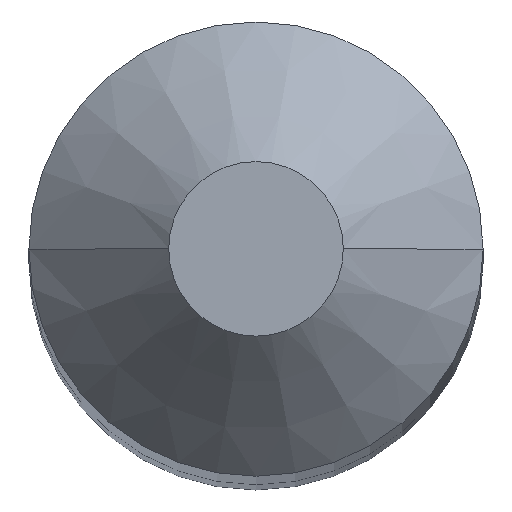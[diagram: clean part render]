
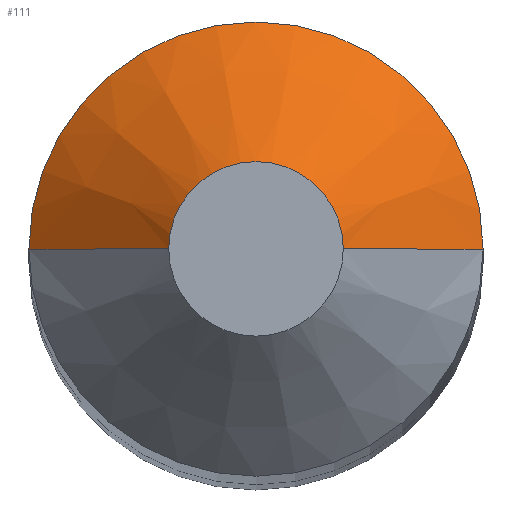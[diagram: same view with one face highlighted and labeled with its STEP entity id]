
A CAD part, top view. The second image highlights one B-rep face of the part: STEP entity #111.
In plain terms, the highlighted conical face has half-angle 45 degrees and reference radius 1.289 mm.
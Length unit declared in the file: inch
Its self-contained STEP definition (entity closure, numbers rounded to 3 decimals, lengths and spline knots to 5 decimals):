
#30 = DIRECTION ( 'NONE',  ( -1., 0., 0. ) ) ;
#34 = LINE ( 'NONE', #364, #262 ) ;
#50 = EDGE_CURVE ( 'NONE', #353, #310, #34, .T. ) ;
#62 = DIRECTION ( 'NONE',  ( 0., 0., 1. ) ) ;
#67 = DIRECTION ( 'NONE',  ( 0., 0., 1. ) ) ;
#75 = ORIENTED_EDGE ( 'NONE', *, *, #104, .T. ) ;
#80 = CARTESIAN_POINT ( 'NONE',  ( 0., 0., -0.03125 ) ) ;
#81 = VERTEX_POINT ( 'NONE', #293 ) ;
#95 = CARTESIAN_POINT ( 'NONE',  ( -0.05075, 0., -0.03125 ) ) ;
#104 = EDGE_CURVE ( 'NONE', #171, #81, #329, .T. ) ;
#111 = ADVANCED_FACE ( 'NONE', ( #258 ), #253, .T. ) ;
#113 = ORIENTED_EDGE ( 'NONE', *, *, #239, .F. ) ;
#131 = CIRCLE ( 'NONE', #223, 0.0195 ) ;
#134 = AXIS2_PLACEMENT_3D ( 'NONE', #334, #62, #300 ) ;
#143 = DIRECTION ( 'NONE',  ( 0., 0., -1. ) ) ;
#171 = VERTEX_POINT ( 'NONE', #383 ) ;
#188 = DIRECTION ( 'NONE',  ( -0.707, 0., -0.707 ) ) ;
#197 = ORIENTED_EDGE ( 'NONE', *, *, #50, .F. ) ;
#206 = VECTOR ( 'NONE', #325, 39.37008 ) ;
#221 = CARTESIAN_POINT ( 'NONE',  ( 0., 0., 0. ) ) ;
#223 = AXIS2_PLACEMENT_3D ( 'NONE', #221, #67, #276 ) ;
#239 = EDGE_CURVE ( 'NONE', #171, #353, #131, .T. ) ;
#253 = CONICAL_SURFACE ( 'NONE', #308, 0.05075, 0.785 ) ;
#258 = FACE_OUTER_BOUND ( 'NONE', #335, .T. ) ;
#262 = VECTOR ( 'NONE', #188, 39.37008 ) ;
#264 = CIRCLE ( 'NONE', #134, 0.05075 ) ;
#276 = DIRECTION ( 'NONE',  ( 1., 0., 0. ) ) ;
#293 = CARTESIAN_POINT ( 'NONE',  ( 0.05075, 0., -0.03125 ) ) ;
#297 = CARTESIAN_POINT ( 'NONE',  ( 0.05075, 0., -0.03125 ) ) ;
#300 = DIRECTION ( 'NONE',  ( 1., 0., 0. ) ) ;
#308 = AXIS2_PLACEMENT_3D ( 'NONE', #80, #143, #30 ) ;
#310 = VERTEX_POINT ( 'NONE', #95 ) ;
#325 = DIRECTION ( 'NONE',  ( 0.707, 0., -0.707 ) ) ;
#329 = LINE ( 'NONE', #297, #206 ) ;
#334 = CARTESIAN_POINT ( 'NONE',  ( 0., 0., -0.03125 ) ) ;
#335 = EDGE_LOOP ( 'NONE', ( #113, #75, #379, #197 ) ) ;
#338 = EDGE_CURVE ( 'NONE', #81, #310, #264, .T. ) ;
#348 = CARTESIAN_POINT ( 'NONE',  ( -0.0195, 0., 0. ) ) ;
#353 = VERTEX_POINT ( 'NONE', #348 ) ;
#364 = CARTESIAN_POINT ( 'NONE',  ( -0.05075, 0., -0.03125 ) ) ;
#379 = ORIENTED_EDGE ( 'NONE', *, *, #338, .T. ) ;
#383 = CARTESIAN_POINT ( 'NONE',  ( 0.0195, 0., 0. ) ) ;
